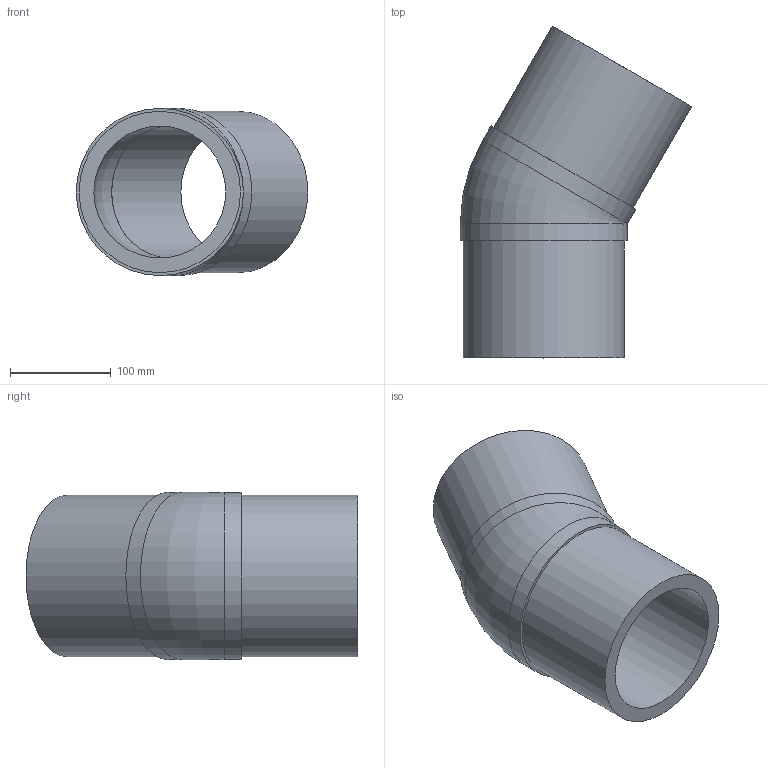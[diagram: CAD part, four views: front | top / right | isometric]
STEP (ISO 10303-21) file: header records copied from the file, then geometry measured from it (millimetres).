
FILE_DESCRIPTION(('Beschreibung'),'1');
FILE_NAME('25.14.01.103_SDR11_PE100_160.STP', '2014-09-15T05:54:40',('Author'), ('Organization'), 'KCM Version 1.1.794.0', 'Kubotek KeyCreator', 'Authorization');
FILE_SCHEMA(('CONFIG_CONTROL_DESIGN'));
Length unit declared in the file: millimetre
Bounding box: 229.7 x 329.23 x 165.84 mm (x, y, z)
Volume: 2172605.8 mm3; surface area: 300193.6 mm2
Topology: 1 solids, 1 shells, 17 faces, 63 edges, 69 vertices
Faces by surface type: cylinder 5, plane 5, cone 3, bspline 2, torus 2
Full cylindrical faces by diameter (mm): 130.6 x1, 130.8 x2, 160 x2
Entity records: 704 total; most frequent: CARTESIAN_POINT 136, DIRECTION 107, ORIENTED_EDGE 84, EDGE_CURVE 42, AXIS2_PLACEMENT_3D 39, VERTEX_POINT 30, VECTOR 29, LINE 29
